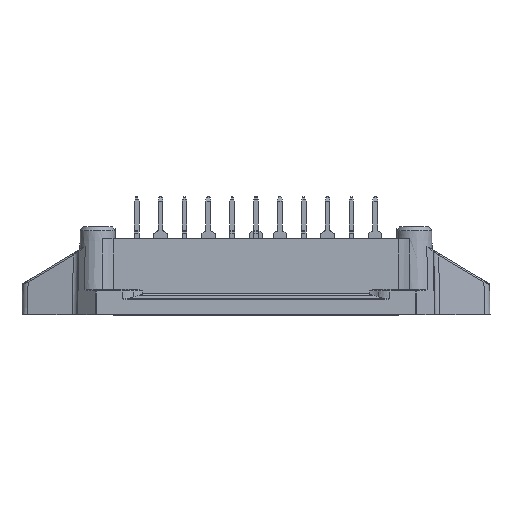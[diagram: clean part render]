
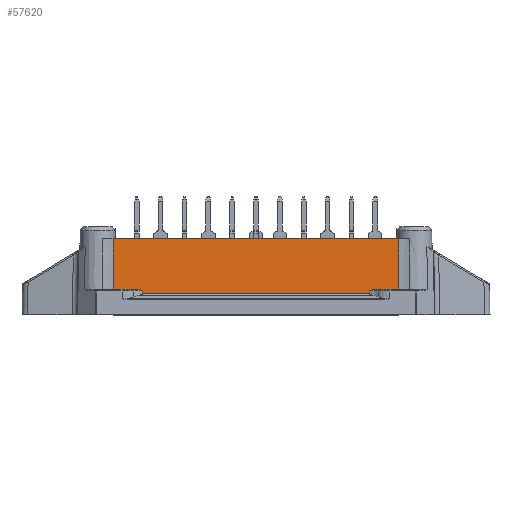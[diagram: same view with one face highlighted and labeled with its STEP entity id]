
A CAD part, front view. The second image highlights one B-rep face of the part: STEP entity #57620.
In plain terms, the highlighted planar face has unit normal (0, -1, 0.018).
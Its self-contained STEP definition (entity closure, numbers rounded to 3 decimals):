
#3124=B_SPLINE_CURVE_WITH_KNOTS('',3,(#79504,#79505,#79506,#79507),
 .UNSPECIFIED.,.F.,.F.,(4,4),(0.,0.001),
 .UNSPECIFIED.);
#3125=B_SPLINE_CURVE_WITH_KNOTS('',3,(#79512,#79513,#79514,#79515),
 .UNSPECIFIED.,.F.,.F.,(4,4),(0.001,0.001),
 .UNSPECIFIED.);
#3126=B_SPLINE_CURVE_WITH_KNOTS('',3,(#79517,#79518,#79519,#79520,#79521,
#79522,#79523),.UNSPECIFIED.,.F.,.F.,(4,1,1,1,4),(0.,
0.,0.,0.,0.001),
 .UNSPECIFIED.);
#3127=B_SPLINE_CURVE_WITH_KNOTS('',3,(#79527,#79528,#79529,#79530),
 .UNSPECIFIED.,.F.,.F.,(4,4),(0.,0.007),
 .UNSPECIFIED.);
#3128=B_SPLINE_CURVE_WITH_KNOTS('',3,(#79531,#79532,#79533,#79534),
 .UNSPECIFIED.,.F.,.F.,(4,4),(0.,0.007),.UNSPECIFIED.);
#3129=B_SPLINE_CURVE_WITH_KNOTS('',3,(#79538,#79539,#79540,#79541,#79542,
#79543),.UNSPECIFIED.,.F.,.F.,(4,1,1,4),(0.,0.,0.001,
0.001),.UNSPECIFIED.);
#4700=ORIENTED_EDGE('',*,*,#16980,.T.);
#4701=ORIENTED_EDGE('',*,*,#16981,.T.);
#4702=ORIENTED_EDGE('',*,*,#16982,.T.);
#4703=ORIENTED_EDGE('',*,*,#16983,.T.);
#4704=ORIENTED_EDGE('',*,*,#16984,.F.);
#4705=ORIENTED_EDGE('',*,*,#16985,.T.);
#4706=ORIENTED_EDGE('',*,*,#16501,.T.);
#4707=ORIENTED_EDGE('',*,*,#16986,.T.);
#4708=ORIENTED_EDGE('',*,*,#16987,.T.);
#4709=ORIENTED_EDGE('',*,*,#16988,.T.);
#16501=EDGE_CURVE('',#22662,#22661,#26201,.F.);
#16980=EDGE_CURVE('',#23104,#23105,#3124,.T.);
#16981=EDGE_CURVE('',#23105,#23106,#26416,.F.);
#16982=EDGE_CURVE('',#23106,#23107,#3125,.T.);
#16983=EDGE_CURVE('',#23107,#23108,#3126,.T.);
#16984=EDGE_CURVE('',#23109,#23108,#26417,.F.);
#16985=EDGE_CURVE('',#23109,#22662,#3127,.T.);
#16986=EDGE_CURVE('',#22661,#23110,#3128,.T.);
#16987=EDGE_CURVE('',#23110,#23111,#26418,.F.);
#16988=EDGE_CURVE('',#23111,#23104,#3129,.T.);
#22661=VERTEX_POINT('',#78210);
#22662=VERTEX_POINT('',#78212);
#23104=VERTEX_POINT('',#79508);
#23105=VERTEX_POINT('',#79509);
#23106=VERTEX_POINT('',#79511);
#23107=VERTEX_POINT('',#79516);
#23108=VERTEX_POINT('',#79524);
#23109=VERTEX_POINT('',#79526);
#23110=VERTEX_POINT('',#79535);
#23111=VERTEX_POINT('',#79537);
#26201=LINE('',#78211,#30073);
#26416=LINE('',#79510,#30288);
#26417=LINE('',#79525,#30289);
#26418=LINE('',#79536,#30290);
#30073=VECTOR('',#65280,1000.);
#30288=VECTOR('',#65943,1000.);
#30289=VECTOR('',#65944,1000.);
#30290=VECTOR('',#65945,1000.);
#33804=EDGE_LOOP('',(#4700,#4701,#4702,#4703,#4704,#4705,#4706,#4707,#4708,
#4709));
#36444=FACE_BOUND('',#33804,.T.);
#38970=PLANE('',#60574);
#57620=ADVANCED_FACE('',(#36444),#38970,.T.);
#60574=AXIS2_PLACEMENT_3D('',#79503,#65941,#65942);
#65280=DIRECTION('',(1.,0.,0.));
#65941=DIRECTION('',(0.,-1.,0.017));
#65942=DIRECTION('',(0.,0.017,1.));
#65943=DIRECTION('',(-1.,0.,0.));
#65944=DIRECTION('',(1.,0.,0.));
#65945=DIRECTION('',(-1.,0.,0.));
#78210=CARTESIAN_POINT('',(-19.154,-16.103,10.2));
#78211=CARTESIAN_POINT('',(-26.5,-16.103,10.2));
#78212=CARTESIAN_POINT('',(19.154,-16.103,10.2));
#79503=CARTESIAN_POINT('',(-26.5,-16.23,2.9));
#79504=CARTESIAN_POINT('',(-15.277,-16.225,3.203));
#79505=CARTESIAN_POINT('',(-15.277,-16.227,3.076));
#79506=CARTESIAN_POINT('',(-15.277,-16.229,2.949));
#79507=CARTESIAN_POINT('',(-15.277,-16.231,2.822));
#79508=CARTESIAN_POINT('',(-15.277,-16.225,3.203));
#79509=CARTESIAN_POINT('',(-15.277,-16.231,2.822));
#79510=CARTESIAN_POINT('',(15.276,-16.231,2.822));
#79511=CARTESIAN_POINT('',(15.277,-16.231,2.822));
#79512=CARTESIAN_POINT('',(15.277,-16.231,2.822));
#79513=CARTESIAN_POINT('',(15.277,-16.229,2.949));
#79514=CARTESIAN_POINT('',(15.277,-16.227,3.076));
#79515=CARTESIAN_POINT('',(15.277,-16.225,3.203));
#79516=CARTESIAN_POINT('',(15.277,-16.225,3.203));
#79517=CARTESIAN_POINT('',(15.277,-16.225,3.203));
#79518=CARTESIAN_POINT('',(15.277,-16.224,3.233));
#79519=CARTESIAN_POINT('',(15.331,-16.223,3.273));
#79520=CARTESIAN_POINT('',(15.431,-16.223,3.319));
#79521=CARTESIAN_POINT('',(15.627,-16.222,3.377));
#79522=CARTESIAN_POINT('',(15.794,-16.221,3.4));
#79523=CARTESIAN_POINT('',(15.909,-16.221,3.4));
#79524=CARTESIAN_POINT('',(15.909,-16.221,3.4));
#79525=CARTESIAN_POINT('',(-26.5,-16.221,3.4));
#79526=CARTESIAN_POINT('',(19.136,-16.221,3.4));
#79527=CARTESIAN_POINT('',(19.136,-16.221,3.4));
#79528=CARTESIAN_POINT('',(19.142,-16.182,5.667));
#79529=CARTESIAN_POINT('',(19.148,-16.142,7.933));
#79530=CARTESIAN_POINT('',(19.154,-16.103,10.2));
#79531=CARTESIAN_POINT('',(-19.154,-16.103,10.2));
#79532=CARTESIAN_POINT('',(-19.148,-16.142,7.933));
#79533=CARTESIAN_POINT('',(-19.142,-16.182,5.667));
#79534=CARTESIAN_POINT('',(-19.136,-16.221,3.4));
#79535=CARTESIAN_POINT('',(-19.136,-16.221,3.4));
#79536=CARTESIAN_POINT('',(-26.5,-16.221,3.4));
#79537=CARTESIAN_POINT('',(-15.909,-16.221,3.4));
#79538=CARTESIAN_POINT('',(-15.909,-16.221,3.4));
#79539=CARTESIAN_POINT('',(-15.794,-16.221,3.4));
#79540=CARTESIAN_POINT('',(-15.619,-16.222,3.378));
#79541=CARTESIAN_POINT('',(-15.415,-16.223,3.31));
#79542=CARTESIAN_POINT('',(-15.277,-16.224,3.262));
#79543=CARTESIAN_POINT('',(-15.277,-16.225,3.203));
